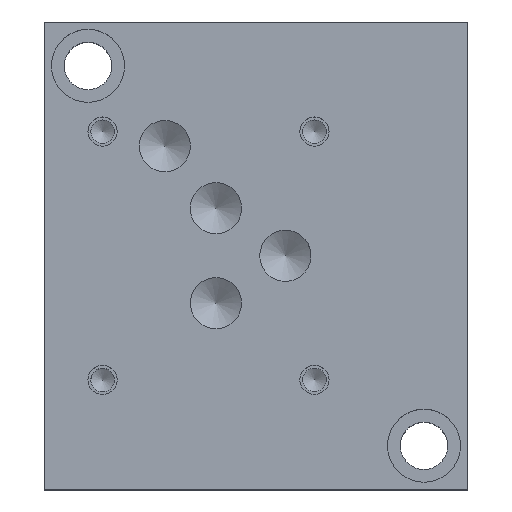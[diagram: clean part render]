
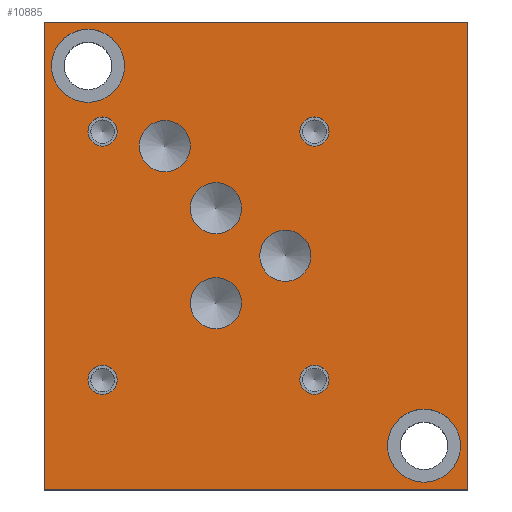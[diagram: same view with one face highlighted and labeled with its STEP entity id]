
A CAD part, top view. The second image highlights one B-rep face of the part: STEP entity #10885.
In plain terms, the highlighted planar face has unit normal (0, 0, 1).
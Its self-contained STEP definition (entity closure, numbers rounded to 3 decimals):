
#258=CIRCLE('',#11425,7.938);
#259=CIRCLE('',#11426,7.938);
#263=CIRCLE('',#11433,7.938);
#264=CIRCLE('',#11434,7.938);
#267=CIRCLE('',#11440,5.563);
#268=CIRCLE('',#11441,5.563);
#271=CIRCLE('',#11446,5.563);
#272=CIRCLE('',#11447,5.563);
#275=CIRCLE('',#11452,5.563);
#276=CIRCLE('',#11453,5.563);
#279=CIRCLE('',#11458,5.563);
#280=CIRCLE('',#11459,5.563);
#286=CIRCLE('',#11468,3.175);
#287=CIRCLE('',#11469,3.175);
#293=CIRCLE('',#11479,3.175);
#294=CIRCLE('',#11480,3.175);
#300=CIRCLE('',#11490,3.175);
#301=CIRCLE('',#11491,3.175);
#307=CIRCLE('',#11501,3.175);
#308=CIRCLE('',#11502,3.175);
#378=FACE_BOUND('',#1887,.T.);
#379=FACE_BOUND('',#1888,.T.);
#380=FACE_BOUND('',#1889,.T.);
#381=FACE_BOUND('',#1890,.T.);
#382=FACE_BOUND('',#1891,.T.);
#383=FACE_BOUND('',#1892,.T.);
#384=FACE_BOUND('',#1893,.T.);
#385=FACE_BOUND('',#1894,.T.);
#386=FACE_BOUND('',#1895,.T.);
#387=FACE_BOUND('',#1896,.T.);
#699=PLANE('',#11507);
#1258=FACE_OUTER_BOUND('',#1886,.T.);
#1886=EDGE_LOOP('',(#9717,#9718,#9719,#9720));
#1887=EDGE_LOOP('',(#9721,#9722));
#1888=EDGE_LOOP('',(#9723,#9724));
#1889=EDGE_LOOP('',(#9725,#9726));
#1890=EDGE_LOOP('',(#9727,#9728));
#1891=EDGE_LOOP('',(#9729,#9730));
#1892=EDGE_LOOP('',(#9731,#9732));
#1893=EDGE_LOOP('',(#9733,#9734));
#1894=EDGE_LOOP('',(#9735,#9736));
#1895=EDGE_LOOP('',(#9737,#9738));
#1896=EDGE_LOOP('',(#9739,#9740));
#2228=LINE('',#16356,#3227);
#2767=LINE('',#18122,#3766);
#2894=LINE('',#18800,#3893);
#2896=LINE('',#18803,#3895);
#3227=VECTOR('',#12007,10.);
#3766=VECTOR('',#12946,10.);
#3893=VECTOR('',#13715,10.);
#3895=VECTOR('',#13719,10.);
#4576=VERTEX_POINT('',#16353);
#4577=VERTEX_POINT('',#16355);
#4996=VERTEX_POINT('',#18120);
#5167=VERTEX_POINT('',#18636);
#5168=VERTEX_POINT('',#18637);
#5172=VERTEX_POINT('',#18651);
#5173=VERTEX_POINT('',#18652);
#5177=VERTEX_POINT('',#18666);
#5178=VERTEX_POINT('',#18667);
#5182=VERTEX_POINT('',#18679);
#5183=VERTEX_POINT('',#18680);
#5187=VERTEX_POINT('',#18692);
#5188=VERTEX_POINT('',#18693);
#5192=VERTEX_POINT('',#18705);
#5193=VERTEX_POINT('',#18706);
#5200=VERTEX_POINT('',#18725);
#5201=VERTEX_POINT('',#18726);
#5208=VERTEX_POINT('',#18747);
#5209=VERTEX_POINT('',#18748);
#5216=VERTEX_POINT('',#18769);
#5217=VERTEX_POINT('',#18770);
#5224=VERTEX_POINT('',#18791);
#5225=VERTEX_POINT('',#18792);
#5226=VERTEX_POINT('',#18799);
#5787=EDGE_CURVE('',#4577,#4576,#2228,.T.);
#6412=EDGE_CURVE('',#4576,#4996,#2767,.T.);
#6656=EDGE_CURVE('',#5167,#5168,#258,.T.);
#6657=EDGE_CURVE('',#5168,#5167,#259,.T.);
#6663=EDGE_CURVE('',#5172,#5173,#263,.T.);
#6664=EDGE_CURVE('',#5173,#5172,#264,.T.);
#6670=EDGE_CURVE('',#5177,#5178,#267,.T.);
#6671=EDGE_CURVE('',#5178,#5177,#268,.T.);
#6676=EDGE_CURVE('',#5182,#5183,#271,.T.);
#6677=EDGE_CURVE('',#5183,#5182,#272,.T.);
#6682=EDGE_CURVE('',#5187,#5188,#275,.T.);
#6683=EDGE_CURVE('',#5188,#5187,#276,.T.);
#6688=EDGE_CURVE('',#5192,#5193,#279,.T.);
#6689=EDGE_CURVE('',#5193,#5192,#280,.T.);
#6697=EDGE_CURVE('',#5200,#5201,#286,.T.);
#6698=EDGE_CURVE('',#5201,#5200,#287,.T.);
#6707=EDGE_CURVE('',#5208,#5209,#293,.T.);
#6708=EDGE_CURVE('',#5209,#5208,#294,.T.);
#6717=EDGE_CURVE('',#5216,#5217,#300,.T.);
#6718=EDGE_CURVE('',#5217,#5216,#301,.T.);
#6727=EDGE_CURVE('',#5224,#5225,#307,.T.);
#6728=EDGE_CURVE('',#5225,#5224,#308,.T.);
#6731=EDGE_CURVE('',#5226,#4577,#2894,.T.);
#6733=EDGE_CURVE('',#4996,#5226,#2896,.T.);
#9717=ORIENTED_EDGE('',*,*,#5787,.T.);
#9718=ORIENTED_EDGE('',*,*,#6412,.T.);
#9719=ORIENTED_EDGE('',*,*,#6733,.T.);
#9720=ORIENTED_EDGE('',*,*,#6731,.T.);
#9721=ORIENTED_EDGE('',*,*,#6656,.T.);
#9722=ORIENTED_EDGE('',*,*,#6657,.T.);
#9723=ORIENTED_EDGE('',*,*,#6663,.T.);
#9724=ORIENTED_EDGE('',*,*,#6664,.T.);
#9725=ORIENTED_EDGE('',*,*,#6670,.T.);
#9726=ORIENTED_EDGE('',*,*,#6671,.T.);
#9727=ORIENTED_EDGE('',*,*,#6676,.T.);
#9728=ORIENTED_EDGE('',*,*,#6677,.T.);
#9729=ORIENTED_EDGE('',*,*,#6682,.T.);
#9730=ORIENTED_EDGE('',*,*,#6683,.T.);
#9731=ORIENTED_EDGE('',*,*,#6688,.T.);
#9732=ORIENTED_EDGE('',*,*,#6689,.T.);
#9733=ORIENTED_EDGE('',*,*,#6697,.T.);
#9734=ORIENTED_EDGE('',*,*,#6698,.T.);
#9735=ORIENTED_EDGE('',*,*,#6707,.T.);
#9736=ORIENTED_EDGE('',*,*,#6708,.T.);
#9737=ORIENTED_EDGE('',*,*,#6717,.T.);
#9738=ORIENTED_EDGE('',*,*,#6718,.T.);
#9739=ORIENTED_EDGE('',*,*,#6727,.T.);
#9740=ORIENTED_EDGE('',*,*,#6728,.T.);
#10885=ADVANCED_FACE('',(#1258,#378,#379,#380,#381,#382,#383,#384,#385,
#386,#387),#699,.T.);
#11425=AXIS2_PLACEMENT_3D('',#18638,#13531,#13532);
#11426=AXIS2_PLACEMENT_3D('',#18639,#13533,#13534);
#11433=AXIS2_PLACEMENT_3D('',#18653,#13549,#13550);
#11434=AXIS2_PLACEMENT_3D('',#18654,#13551,#13552);
#11440=AXIS2_PLACEMENT_3D('',#18668,#13566,#13567);
#11441=AXIS2_PLACEMENT_3D('',#18669,#13568,#13569);
#11446=AXIS2_PLACEMENT_3D('',#18681,#13580,#13581);
#11447=AXIS2_PLACEMENT_3D('',#18682,#13582,#13583);
#11452=AXIS2_PLACEMENT_3D('',#18694,#13594,#13595);
#11453=AXIS2_PLACEMENT_3D('',#18695,#13596,#13597);
#11458=AXIS2_PLACEMENT_3D('',#18707,#13608,#13609);
#11459=AXIS2_PLACEMENT_3D('',#18708,#13610,#13611);
#11468=AXIS2_PLACEMENT_3D('',#18727,#13630,#13631);
#11469=AXIS2_PLACEMENT_3D('',#18728,#13632,#13633);
#11479=AXIS2_PLACEMENT_3D('',#18749,#13655,#13656);
#11480=AXIS2_PLACEMENT_3D('',#18750,#13657,#13658);
#11490=AXIS2_PLACEMENT_3D('',#18771,#13680,#13681);
#11491=AXIS2_PLACEMENT_3D('',#18772,#13682,#13683);
#11501=AXIS2_PLACEMENT_3D('',#18793,#13705,#13706);
#11502=AXIS2_PLACEMENT_3D('',#18794,#13707,#13708);
#11507=AXIS2_PLACEMENT_3D('',#18805,#13722,#13723);
#12007=DIRECTION('',(1.,0.,0.));
#12946=DIRECTION('',(0.,1.,0.));
#13531=DIRECTION('center_axis',(0.,0.,-1.));
#13532=DIRECTION('ref_axis',(1.,0.,0.));
#13533=DIRECTION('center_axis',(0.,0.,-1.));
#13534=DIRECTION('ref_axis',(1.,0.,0.));
#13549=DIRECTION('center_axis',(0.,0.,-1.));
#13550=DIRECTION('ref_axis',(1.,0.,0.));
#13551=DIRECTION('center_axis',(0.,0.,-1.));
#13552=DIRECTION('ref_axis',(1.,0.,0.));
#13566=DIRECTION('center_axis',(0.,0.,-1.));
#13567=DIRECTION('ref_axis',(1.,0.,0.));
#13568=DIRECTION('center_axis',(0.,0.,-1.));
#13569=DIRECTION('ref_axis',(1.,0.,0.));
#13580=DIRECTION('center_axis',(0.,0.,-1.));
#13581=DIRECTION('ref_axis',(1.,0.,0.));
#13582=DIRECTION('center_axis',(0.,0.,-1.));
#13583=DIRECTION('ref_axis',(1.,0.,0.));
#13594=DIRECTION('center_axis',(0.,0.,-1.));
#13595=DIRECTION('ref_axis',(1.,0.,0.));
#13596=DIRECTION('center_axis',(0.,0.,-1.));
#13597=DIRECTION('ref_axis',(1.,0.,0.));
#13608=DIRECTION('center_axis',(0.,0.,-1.));
#13609=DIRECTION('ref_axis',(1.,0.,0.));
#13610=DIRECTION('center_axis',(0.,0.,-1.));
#13611=DIRECTION('ref_axis',(1.,0.,0.));
#13630=DIRECTION('center_axis',(0.,0.,-1.));
#13631=DIRECTION('ref_axis',(1.,0.,0.));
#13632=DIRECTION('center_axis',(0.,0.,-1.));
#13633=DIRECTION('ref_axis',(1.,0.,0.));
#13655=DIRECTION('center_axis',(0.,0.,-1.));
#13656=DIRECTION('ref_axis',(1.,0.,0.));
#13657=DIRECTION('center_axis',(0.,0.,-1.));
#13658=DIRECTION('ref_axis',(1.,0.,0.));
#13680=DIRECTION('center_axis',(0.,0.,-1.));
#13681=DIRECTION('ref_axis',(1.,0.,0.));
#13682=DIRECTION('center_axis',(0.,0.,-1.));
#13683=DIRECTION('ref_axis',(1.,0.,0.));
#13705=DIRECTION('center_axis',(0.,0.,-1.));
#13706=DIRECTION('ref_axis',(1.,0.,0.));
#13707=DIRECTION('center_axis',(0.,0.,-1.));
#13708=DIRECTION('ref_axis',(1.,0.,0.));
#13715=DIRECTION('',(0.,-1.,0.));
#13719=DIRECTION('',(-1.,0.,0.));
#13722=DIRECTION('center_axis',(0.,0.,1.));
#13723=DIRECTION('ref_axis',(1.,0.,0.));
#16353=CARTESIAN_POINT('',(92.075,0.,63.5));
#16355=CARTESIAN_POINT('',(0.,0.,63.5));
#16356=CARTESIAN_POINT('',(0.,0.,63.5));
#18120=CARTESIAN_POINT('',(92.075,101.6,63.5));
#18122=CARTESIAN_POINT('',(92.075,0.,63.5));
#18636=CARTESIAN_POINT('',(17.463,92.075,63.5));
#18637=CARTESIAN_POINT('',(1.588,92.075,63.5));
#18638=CARTESIAN_POINT('Origin',(9.525,92.075,63.5));
#18639=CARTESIAN_POINT('Origin',(9.525,92.075,63.5));
#18651=CARTESIAN_POINT('',(90.488,9.525,63.5));
#18652=CARTESIAN_POINT('',(74.613,9.525,63.5));
#18653=CARTESIAN_POINT('Origin',(82.55,9.525,63.5));
#18654=CARTESIAN_POINT('Origin',(82.55,9.525,63.5));
#18666=CARTESIAN_POINT('',(42.888,61.117,63.5));
#18667=CARTESIAN_POINT('',(31.763,61.117,63.5));
#18668=CARTESIAN_POINT('Origin',(37.325,61.117,63.5));
#18669=CARTESIAN_POINT('Origin',(37.325,61.117,63.5));
#18679=CARTESIAN_POINT('',(57.988,50.8,63.5));
#18680=CARTESIAN_POINT('',(46.863,50.8,63.5));
#18681=CARTESIAN_POINT('Origin',(52.426,50.8,63.5));
#18682=CARTESIAN_POINT('Origin',(52.426,50.8,63.5));
#18692=CARTESIAN_POINT('',(31.775,74.625,63.5));
#18693=CARTESIAN_POINT('',(20.65,74.625,63.5));
#18694=CARTESIAN_POINT('Origin',(26.213,74.625,63.5));
#18695=CARTESIAN_POINT('Origin',(26.213,74.625,63.5));
#18705=CARTESIAN_POINT('',(42.893,40.483,63.5));
#18706=CARTESIAN_POINT('',(31.768,40.483,63.5));
#18707=CARTESIAN_POINT('Origin',(37.33,40.483,63.5));
#18708=CARTESIAN_POINT('Origin',(37.33,40.483,63.5));
#18725=CARTESIAN_POINT('',(61.925,23.838,63.5));
#18726=CARTESIAN_POINT('',(55.575,23.838,63.5));
#18727=CARTESIAN_POINT('Origin',(58.75,23.838,63.5));
#18728=CARTESIAN_POINT('Origin',(58.75,23.838,63.5));
#18747=CARTESIAN_POINT('',(15.875,77.8,63.5));
#18748=CARTESIAN_POINT('',(9.525,77.8,63.5));
#18749=CARTESIAN_POINT('Origin',(12.7,77.8,63.5));
#18750=CARTESIAN_POINT('Origin',(12.7,77.8,63.5));
#18769=CARTESIAN_POINT('',(61.925,77.8,63.5));
#18770=CARTESIAN_POINT('',(55.575,77.8,63.5));
#18771=CARTESIAN_POINT('Origin',(58.75,77.8,63.5));
#18772=CARTESIAN_POINT('Origin',(58.75,77.8,63.5));
#18791=CARTESIAN_POINT('',(15.875,23.825,63.5));
#18792=CARTESIAN_POINT('',(9.525,23.825,63.5));
#18793=CARTESIAN_POINT('Origin',(12.7,23.825,63.5));
#18794=CARTESIAN_POINT('Origin',(12.7,23.825,63.5));
#18799=CARTESIAN_POINT('',(0.,101.6,63.5));
#18800=CARTESIAN_POINT('',(0.,101.6,63.5));
#18803=CARTESIAN_POINT('',(92.075,101.6,63.5));
#18805=CARTESIAN_POINT('Origin',(46.038,50.8,63.5));
